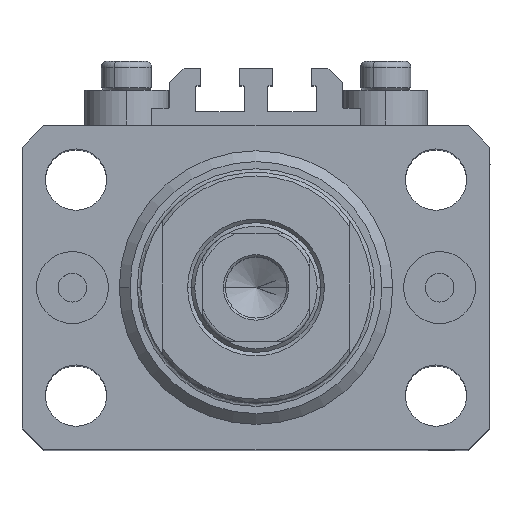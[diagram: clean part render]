
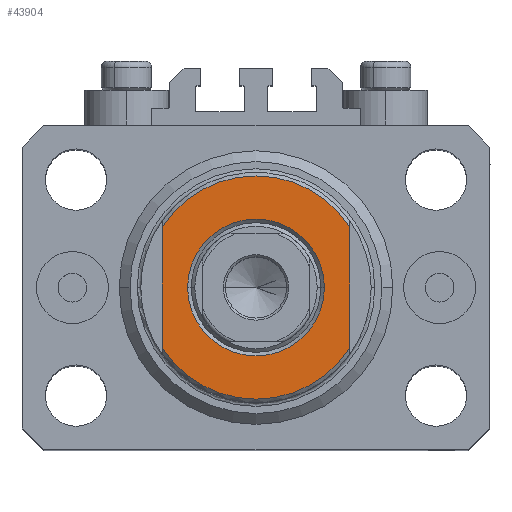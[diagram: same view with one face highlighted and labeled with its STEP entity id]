
A CAD part, top view. The second image highlights one B-rep face of the part: STEP entity #43904.
In plain terms, the highlighted face is planar.
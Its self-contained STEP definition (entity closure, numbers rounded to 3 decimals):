
#392 = EDGE_LOOP ( 'NONE', ( #21441, #46015 ) ) ;
#662 = ORIENTED_EDGE ( 'NONE', *, *, #44417, .F. ) ;
#816 = CARTESIAN_POINT ( 'NONE',  ( 0., 0., -6.5 ) ) ;
#1281 = CARTESIAN_POINT ( 'NONE',  ( -9.5, 0., -6.5 ) ) ;
#1753 = CIRCLE ( 'NONE', #19260, 15.5 ) ;
#4618 = DIRECTION ( 'NONE',  ( 0., -1., 0. ) ) ;
#4679 = DIRECTION ( 'NONE',  ( 0., 0., 1. ) ) ;
#4994 = DIRECTION ( 'NONE',  ( -1., 0., 0. ) ) ;
#5014 = EDGE_CURVE ( 'NONE', #37242, #37779, #36577, .T. ) ;
#6383 = EDGE_CURVE ( 'NONE', #25227, #14271, #40432, .T. ) ;
#7445 = ORIENTED_EDGE ( 'NONE', *, *, #15012, .T. ) ;
#8321 = EDGE_CURVE ( 'NONE', #37639, #46173, #1753, .T. ) ;
#8796 = ORIENTED_EDGE ( 'NONE', *, *, #8321, .T. ) ;
#9164 = CARTESIAN_POINT ( 'NONE',  ( -13., -43.081, -6.5 ) ) ;
#9708 = VECTOR ( 'NONE', #4618, 1000. ) ;
#10045 = CARTESIAN_POINT ( 'NONE',  ( 0., 0., -6.5 ) ) ;
#10511 = PLANE ( 'NONE',  #45639 ) ;
#10601 = DIRECTION ( 'NONE',  ( -1., 0., 0. ) ) ;
#12195 = AXIS2_PLACEMENT_3D ( 'NONE', #816, #33034, #18483 ) ;
#12733 = DIRECTION ( 'NONE',  ( 0., -1., 0. ) ) ;
#12982 = LINE ( 'NONE', #9164, #14379 ) ;
#14271 = VERTEX_POINT ( 'NONE', #14988 ) ;
#14379 = VECTOR ( 'NONE', #12733, 1000. ) ;
#14988 = CARTESIAN_POINT ( 'NONE',  ( 9.5, 0., -6.5 ) ) ;
#15012 = EDGE_CURVE ( 'NONE', #37779, #37639, #30126, .T. ) ;
#18483 = DIRECTION ( 'NONE',  ( -1., 0., 0. ) ) ;
#19220 = DIRECTION ( 'NONE',  ( -1., 0., 0. ) ) ;
#19260 = AXIS2_PLACEMENT_3D ( 'NONE', #43048, #22292, #10601 ) ;
#19455 = CARTESIAN_POINT ( 'NONE',  ( 0., 0., -6.5 ) ) ;
#21441 = ORIENTED_EDGE ( 'NONE', *, *, #6383, .T. ) ;
#22145 = CARTESIAN_POINT ( 'NONE',  ( 13., 8.441, -6.5 ) ) ;
#22292 = DIRECTION ( 'NONE',  ( 0., 0., -1. ) ) ;
#23563 = CIRCLE ( 'NONE', #29678, 9.5 ) ;
#23589 = CARTESIAN_POINT ( 'NONE',  ( 0., 0., -6.5 ) ) ;
#24363 = FACE_BOUND ( 'NONE', #392, .T. ) ;
#24596 = DIRECTION ( 'NONE',  ( -1., 0., 0. ) ) ;
#25227 = VERTEX_POINT ( 'NONE', #1281 ) ;
#25298 = ORIENTED_EDGE ( 'NONE', *, *, #5014, .T. ) ;
#26557 = CARTESIAN_POINT ( 'NONE',  ( 13., -43.081, -6.5 ) ) ;
#27655 = CARTESIAN_POINT ( 'NONE',  ( 13., -8.441, -6.5 ) ) ;
#27957 = EDGE_LOOP ( 'NONE', ( #25298, #7445, #8796, #662 ) ) ;
#29678 = AXIS2_PLACEMENT_3D ( 'NONE', #19455, #4679, #19220 ) ;
#30126 = LINE ( 'NONE', #26557, #9708 ) ;
#31473 = DIRECTION ( 'NONE',  ( 0., 0., 1. ) ) ;
#31534 = DIRECTION ( 'NONE',  ( 0., 0., -1. ) ) ;
#32992 = CARTESIAN_POINT ( 'NONE',  ( -13., 8.441, -6.5 ) ) ;
#33034 = DIRECTION ( 'NONE',  ( 0., 0., -1. ) ) ;
#36577 = CIRCLE ( 'NONE', #12195, 15.5 ) ;
#37242 = VERTEX_POINT ( 'NONE', #32992 ) ;
#37639 = VERTEX_POINT ( 'NONE', #27655 ) ;
#37779 = VERTEX_POINT ( 'NONE', #22145 ) ;
#40432 = CIRCLE ( 'NONE', #44984, 9.5 ) ;
#41617 = CARTESIAN_POINT ( 'NONE',  ( -13., -8.441, -6.5 ) ) ;
#43048 = CARTESIAN_POINT ( 'NONE',  ( 0., 0., -6.5 ) ) ;
#43904 = ADVANCED_FACE ( 'NONE', ( #24363, #46297 ), #10511, .T. ) ;
#44417 = EDGE_CURVE ( 'NONE', #37242, #46173, #12982, .T. ) ;
#44984 = AXIS2_PLACEMENT_3D ( 'NONE', #23589, #31473, #4994 ) ;
#45639 = AXIS2_PLACEMENT_3D ( 'NONE', #10045, #31534, #24596 ) ;
#45978 = EDGE_CURVE ( 'NONE', #14271, #25227, #23563, .T. ) ;
#46015 = ORIENTED_EDGE ( 'NONE', *, *, #45978, .T. ) ;
#46173 = VERTEX_POINT ( 'NONE', #41617 ) ;
#46297 = FACE_OUTER_BOUND ( 'NONE', #27957, .T. ) ;
